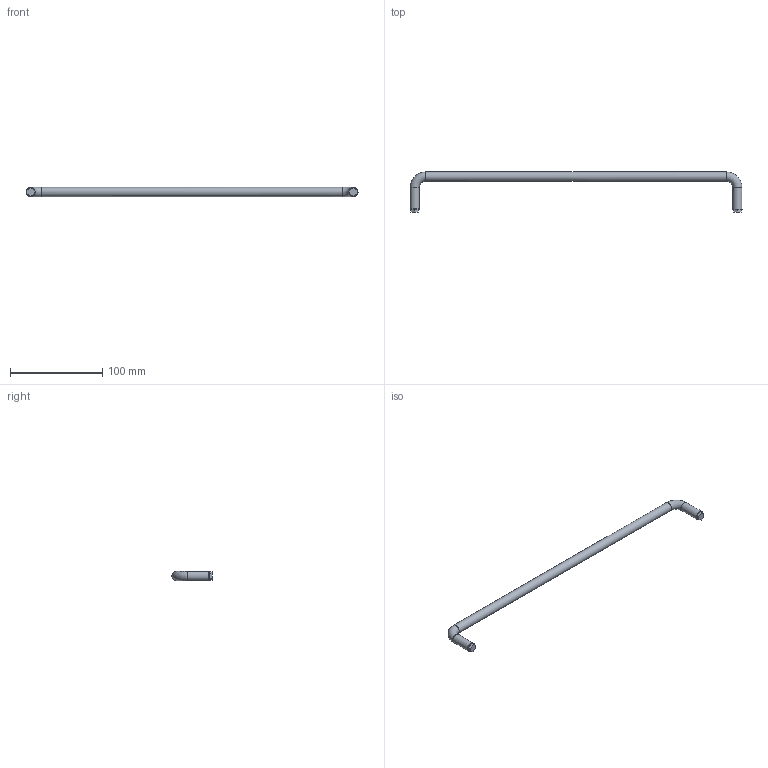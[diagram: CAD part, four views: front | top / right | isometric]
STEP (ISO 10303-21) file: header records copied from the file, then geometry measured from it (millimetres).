
FILE_DESCRIPTION( ( 'STEP AP214' ), '1' );
FILE_NAME( 'K0206.35004.stp', '2020-11-26T12:01:27', ( '' ), ( '' ), ' ', 'PARTsolutions', ' ' );
FILE_SCHEMA( ( 'AUTOMOTIVE_DESIGN { 1 0 10303 214 1 1 1 1 }' ) );
Length unit declared in the file: millimetre
Products named in the file (1): _K0206.35004
Bounding box: 360.01 x 43.5 x 10.02 mm (x, y, z)
Volume: 32511.5 mm3; surface area: 13441 mm2
Topology: 1 solids, 5 shells, 40 faces, 80 edges, 52 vertices
Faces by surface type: plane 24, cylinder 10, cone 4, torus 2
Full cylindrical faces by diameter (mm): 4.134 x2, 5 x2, 5.3 x2, 10 x3, 10.02 x1
Entity records: 1344 total; most frequent: CARTESIAN_POINT 248, DIRECTION 158, ORIENTED_EDGE 118, EDGE_LOOP 62, AXIS2_PLACEMENT_3D 61, EDGE_CURVE 59, FACE_OUTER_BOUND 52, VERTEX_POINT 49
